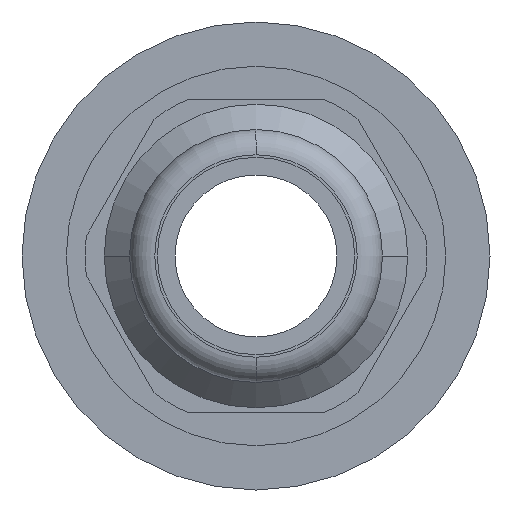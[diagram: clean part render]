
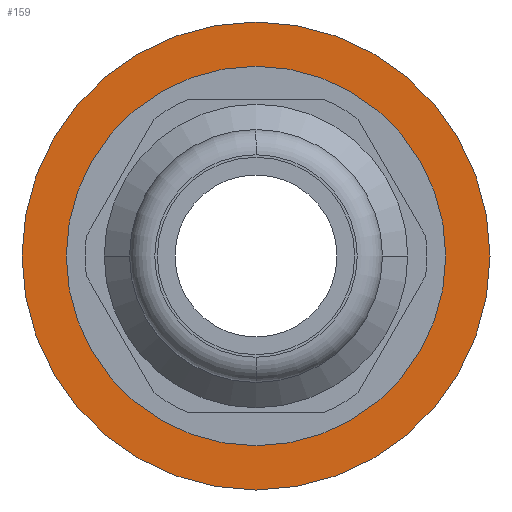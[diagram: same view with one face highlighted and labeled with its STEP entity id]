
A CAD part, front view. The second image highlights one B-rep face of the part: STEP entity #159.
In plain terms, the highlighted planar face has unit normal (0, -1, 0).
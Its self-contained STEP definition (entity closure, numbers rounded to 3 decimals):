
#159=ADVANCED_FACE('',(#376,#377),#378,.T.);
#376=FACE_OUTER_BOUND('',#653,.T.);
#377=FACE_BOUND('',#654,.T.);
#378=PLANE('',#655);
#653=EDGE_LOOP('',(#1056,#1057));
#654=EDGE_LOOP('',(#1058,#1059));
#655=AXIS2_PLACEMENT_3D('',#1060,#1061,#1062);
#1056=ORIENTED_EDGE('',*,*,#1670,.T.);
#1057=ORIENTED_EDGE('',*,*,#1671,.T.);
#1058=ORIENTED_EDGE('',*,*,#1585,.F.);
#1059=ORIENTED_EDGE('',*,*,#1672,.F.);
#1060=CARTESIAN_POINT('',(0.0,23.5,0.0));
#1061=DIRECTION('',(0.0,-1.0,0.0));
#1062=DIRECTION('',(-1.0,0.0,0.0));
#1585=EDGE_CURVE('',#1877,#1873,#1879,.T.);
#1670=EDGE_CURVE('',#2014,#2015,#2016,.T.);
#1671=EDGE_CURVE('',#2015,#2014,#2017,.T.);
#1672=EDGE_CURVE('',#1873,#1877,#2018,.T.);
#1873=VERTEX_POINT('',#2268);
#1877=VERTEX_POINT('',#2273);
#1879=CIRCLE('',#2276,7.5);
#2014=VERTEX_POINT('',#2442);
#2015=VERTEX_POINT('',#2443);
#2016=CIRCLE('',#2444,9.25);
#2017=CIRCLE('',#2445,9.25);
#2018=CIRCLE('',#2446,7.5);
#2268=CARTESIAN_POINT('',(7.5,23.5,0.));
#2273=CARTESIAN_POINT('',(-7.5,23.5,0.));
#2276=AXIS2_PLACEMENT_3D('',#2724,#2725,#2726);
#2442=CARTESIAN_POINT('',(9.25,23.5,0.0));
#2443=CARTESIAN_POINT('',(-9.25,23.5,0.));
#2444=AXIS2_PLACEMENT_3D('',#2860,#2861,#2862);
#2445=AXIS2_PLACEMENT_3D('',#2863,#2864,#2865);
#2446=AXIS2_PLACEMENT_3D('',#2866,#2867,#2868);
#2724=CARTESIAN_POINT('',(0.0,23.5,0.0));
#2725=DIRECTION('',(0.0,-1.0,0.0));
#2726=DIRECTION('',(1.0,0.0,0.0));
#2860=CARTESIAN_POINT('',(0.0,23.5,0.0));
#2861=DIRECTION('',(0.0,-1.0,0.0));
#2862=DIRECTION('',(1.0,0.0,0.0));
#2863=CARTESIAN_POINT('',(0.0,23.5,0.0));
#2864=DIRECTION('',(0.0,-1.0,0.0));
#2865=DIRECTION('',(1.0,0.0,0.0));
#2866=CARTESIAN_POINT('',(0.0,23.5,0.0));
#2867=DIRECTION('',(0.0,-1.0,0.0));
#2868=DIRECTION('',(1.0,0.0,0.0));
